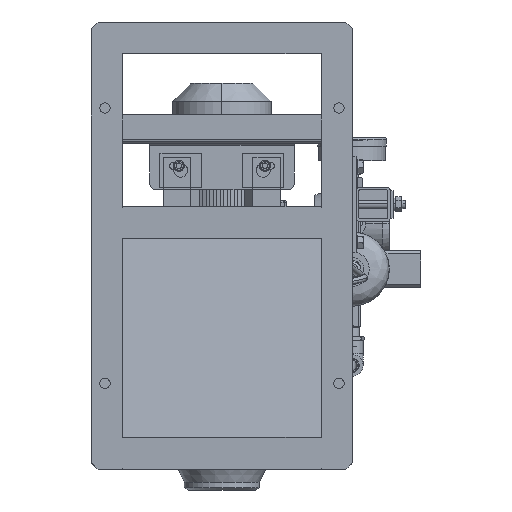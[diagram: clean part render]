
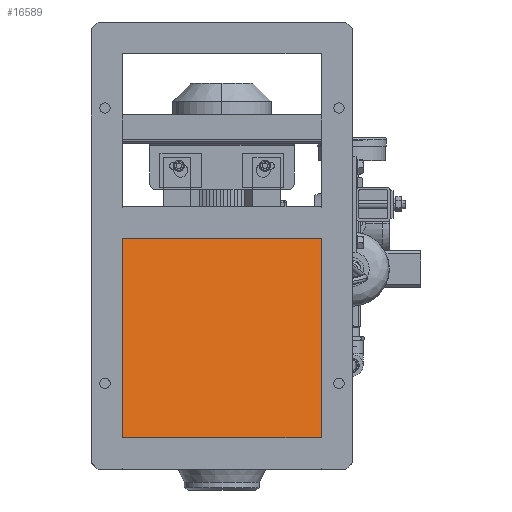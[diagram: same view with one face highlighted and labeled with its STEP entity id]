
A CAD part, front view. The second image highlights one B-rep face of the part: STEP entity #16589.
In plain terms, the highlighted planar face has unit normal (0, -0.985, 0.17).
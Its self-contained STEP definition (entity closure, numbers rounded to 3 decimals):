
#1045 = EDGE_CURVE ( 'NONE', #5178, #64036, #23975, .T. ) ;
#1756 = VECTOR ( 'NONE', #25856, 1000. ) ;
#5178 = VERTEX_POINT ( 'NONE', #66082 ) ;
#8285 = PLANE ( 'NONE',  #89516 ) ;
#14430 = DIRECTION ( 'NONE',  ( 0., 0.17, 0.985 ) ) ;
#14840 = ORIENTED_EDGE ( 'NONE', *, *, #71088, .T. ) ;
#15273 = VERTEX_POINT ( 'NONE', #54530 ) ;
#16589 = ADVANCED_FACE ( 'NONE', ( #62445 ), #8285, .F. ) ;
#16890 = CARTESIAN_POINT ( 'NONE',  ( 144., -252.985, -78.657 ) ) ;
#23975 = LINE ( 'NONE', #58793, #1756 ) ;
#24983 = ORIENTED_EDGE ( 'NONE', *, *, #55892, .F. ) ;
#25078 = CARTESIAN_POINT ( 'NONE',  ( 144., -252.985, -78.657 ) ) ;
#25856 = DIRECTION ( 'NONE',  ( -1., 0., 0. ) ) ;
#27510 = ORIENTED_EDGE ( 'NONE', *, *, #69764, .F. ) ;
#30862 = CARTESIAN_POINT ( 'NONE',  ( 144., -252.985, -78.657 ) ) ;
#34717 = DIRECTION ( 'NONE',  ( -1., 0., 0. ) ) ;
#39149 = LINE ( 'NONE', #16890, #101458 ) ;
#44364 = VERTEX_POINT ( 'NONE', #68048 ) ;
#47058 = CARTESIAN_POINT ( 'NONE',  ( -144., -202.985, 211. ) ) ;
#48919 = ORIENTED_EDGE ( 'NONE', *, *, #1045, .T. ) ;
#54530 = CARTESIAN_POINT ( 'NONE',  ( 144., -252.985, -78.657 ) ) ;
#55892 = EDGE_CURVE ( 'NONE', #15273, #44364, #39149, .T. ) ;
#58707 = DIRECTION ( 'NONE',  ( 0., 0.985, -0.17 ) ) ;
#58793 = CARTESIAN_POINT ( 'NONE',  ( 144., -202.985, 211. ) ) ;
#62445 = FACE_OUTER_BOUND ( 'NONE', #71166, .T. ) ;
#63825 = CARTESIAN_POINT ( 'NONE',  ( -144., -252.985, -78.657 ) ) ;
#64036 = VERTEX_POINT ( 'NONE', #47058 ) ;
#65177 = VECTOR ( 'NONE', #88950, 1000. ) ;
#66082 = CARTESIAN_POINT ( 'NONE',  ( 144., -202.985, 211. ) ) ;
#68048 = CARTESIAN_POINT ( 'NONE',  ( -144., -252.985, -78.657 ) ) ;
#69764 = EDGE_CURVE ( 'NONE', #5178, #15273, #83528, .T. ) ;
#71088 = EDGE_CURVE ( 'NONE', #64036, #44364, #88636, .T. ) ;
#71166 = EDGE_LOOP ( 'NONE', ( #48919, #14840, #24983, #27510 ) ) ;
#72594 = DIRECTION ( 'NONE',  ( 0., -0.17, -0.985 ) ) ;
#78430 = VECTOR ( 'NONE', #72594, 1000. ) ;
#83528 = LINE ( 'NONE', #30862, #78430 ) ;
#88636 = LINE ( 'NONE', #63825, #65177 ) ;
#88950 = DIRECTION ( 'NONE',  ( 0., -0.17, -0.985 ) ) ;
#89516 = AXIS2_PLACEMENT_3D ( 'NONE', #25078, #58707, #14430 ) ;
#101458 = VECTOR ( 'NONE', #34717, 1000. ) ;
